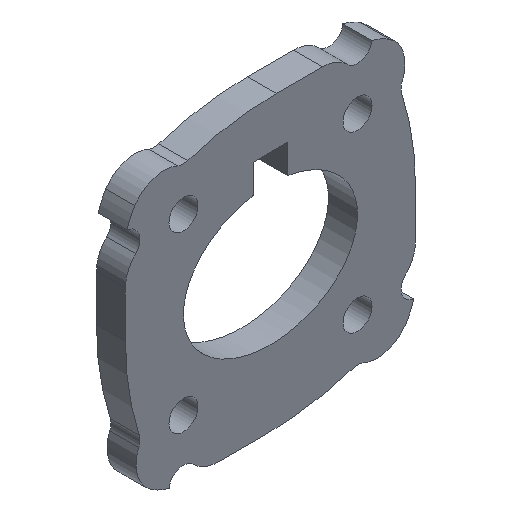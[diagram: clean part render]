
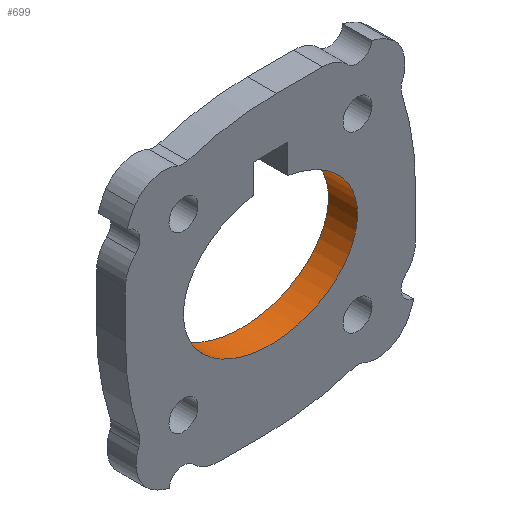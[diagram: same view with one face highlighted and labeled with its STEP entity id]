
A CAD part, isometric view. The second image highlights one B-rep face of the part: STEP entity #699.
In plain terms, the highlighted free-form (B-spline) face has degree [3, 1] with [19, 2] control points.
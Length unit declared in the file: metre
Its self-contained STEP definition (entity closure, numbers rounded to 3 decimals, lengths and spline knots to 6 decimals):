
#12=B_SPLINE_SURFACE_WITH_KNOTS('',3,1,((#1246,#1247),(#1248,#1249),(#1250,
#1251),(#1252,#1253),(#1254,#1255),(#1256,#1257),(#1258,#1259),(#1260,#1261),
(#1262,#1263),(#1264,#1265),(#1266,#1267),(#1268,#1269),(#1270,#1271),(#1272,
#1273),(#1274,#1275),(#1276,#1277),(#1278,#1279),(#1280,#1281),(#1282,#1283)),
 .SURF_OF_LINEAR_EXTRUSION.,.F.,.F.,.F.,(4,1,1,1,1,1,1,1,1,1,1,1,1,1,1,
1,4),(2,2),(1.772154,2.139684,2.507213,2.874742,
3.242272,3.609801,3.97733,4.34486,4.712389,
5.079918,5.447448,5.814977,6.182506,6.550036,
6.917565,7.285094,7.652624),(0.,1.),
 .UNSPECIFIED.);
#13=ELLIPSE('',#775,0.015,0.012);
#14=ELLIPSE('',#781,0.015,0.012);
#207=ORIENTED_EDGE('',*,*,#367,.F.);
#208=ORIENTED_EDGE('',*,*,#397,.F.);
#209=ORIENTED_EDGE('',*,*,#357,.T.);
#210=ORIENTED_EDGE('',*,*,#395,.T.);
#357=EDGE_CURVE('',#456,#454,#13,.T.);
#367=EDGE_CURVE('',#465,#462,#14,.T.);
#395=EDGE_CURVE('',#454,#462,#513,.T.);
#397=EDGE_CURVE('',#456,#465,#515,.T.);
#454=VERTEX_POINT('',#1173);
#456=VERTEX_POINT('',#1176);
#462=VERTEX_POINT('',#1190);
#465=VERTEX_POINT('',#1195);
#513=LINE('',#1244,#559);
#515=LINE('',#1284,#561);
#559=VECTOR('',#1004,1.);
#561=VECTOR('',#1006,1.);
#596=EDGE_LOOP('',(#207,#208,#209,#210));
#648=FACE_BOUND('',#596,.T.);
#699=ADVANCED_FACE('',(#648),#12,.T.);
#775=AXIS2_PLACEMENT_3D('',#1175,#929,#930);
#781=AXIS2_PLACEMENT_3D('',#1196,#946,#947);
#929=DIRECTION('',(0.,-1.,0.));
#930=DIRECTION('',(1.,0.,0.));
#946=DIRECTION('',(0.,-1.,0.));
#947=DIRECTION('',(1.,0.,0.));
#1004=DIRECTION('',(0.,1.,0.));
#1006=DIRECTION('',(0.,1.,0.));
#1173=CARTESIAN_POINT('',(0.003,-0.005,0.011758));
#1175=CARTESIAN_POINT('',(0.,-0.005,0.));
#1176=CARTESIAN_POINT('',(-0.003,-0.005,0.011758));
#1190=CARTESIAN_POINT('',(0.003,0.,0.011758));
#1195=CARTESIAN_POINT('',(-0.003,0.,0.011758));
#1196=CARTESIAN_POINT('',(0.,0.,0.));
#1244=CARTESIAN_POINT('',(0.003,-0.005,0.011758));
#1246=CARTESIAN_POINT('',(-0.003,-0.005,0.011758));
#1247=CARTESIAN_POINT('',(-0.003,0.,0.011758));
#1248=CARTESIAN_POINT('',(-0.004801,-0.005,0.011464));
#1249=CARTESIAN_POINT('',(-0.004801,0.,0.011464));
#1250=CARTESIAN_POINT('',(-0.008264,-0.005,0.01034));
#1251=CARTESIAN_POINT('',(-0.008264,0.,0.01034));
#1252=CARTESIAN_POINT('',(-0.012357,-0.005,0.007274));
#1253=CARTESIAN_POINT('',(-0.012357,0.,0.007274));
#1254=CARTESIAN_POINT('',(-0.014799,-0.005,0.003236));
#1255=CARTESIAN_POINT('',(-0.014799,0.,0.003236));
#1256=CARTESIAN_POINT('',(-0.015264,-0.005,-0.001234));
#1257=CARTESIAN_POINT('',(-0.015264,0.,-0.001234));
#1258=CARTESIAN_POINT('',(-0.01369,-0.005,-0.005539));
#1259=CARTESIAN_POINT('',(-0.01369,0.,-0.005539));
#1260=CARTESIAN_POINT('',(-0.010288,-0.005,-0.009104));
#1261=CARTESIAN_POINT('',(-0.010288,0.,-0.009104));
#1262=CARTESIAN_POINT('',(-0.005512,-0.005,-0.011454));
#1263=CARTESIAN_POINT('',(-0.005512,0.,-0.011454));
#1264=CARTESIAN_POINT('',(0.,-0.005,-0.012273));
#1265=CARTESIAN_POINT('',(0.,0.,-0.012273));
#1266=CARTESIAN_POINT('',(0.005512,-0.005,-0.011454));
#1267=CARTESIAN_POINT('',(0.005512,0.,-0.011454));
#1268=CARTESIAN_POINT('',(0.010288,-0.005,-0.009104));
#1269=CARTESIAN_POINT('',(0.010288,0.,-0.009104));
#1270=CARTESIAN_POINT('',(0.01369,-0.005,-0.005539));
#1271=CARTESIAN_POINT('',(0.01369,0.,-0.005539));
#1272=CARTESIAN_POINT('',(0.015264,-0.005,-0.001234));
#1273=CARTESIAN_POINT('',(0.015264,0.,-0.001234));
#1274=CARTESIAN_POINT('',(0.014799,-0.005,0.003236));
#1275=CARTESIAN_POINT('',(0.014799,0.,0.003236));
#1276=CARTESIAN_POINT('',(0.012357,-0.005,0.007274));
#1277=CARTESIAN_POINT('',(0.012357,0.,0.007274));
#1278=CARTESIAN_POINT('',(0.008264,-0.005,0.01034));
#1279=CARTESIAN_POINT('',(0.008264,0.,0.01034));
#1280=CARTESIAN_POINT('',(0.004801,-0.005,0.011464));
#1281=CARTESIAN_POINT('',(0.004801,0.,0.011464));
#1282=CARTESIAN_POINT('',(0.003,-0.005,0.011758));
#1283=CARTESIAN_POINT('',(0.003,0.,0.011758));
#1284=CARTESIAN_POINT('',(-0.003,-0.005,0.011758));
